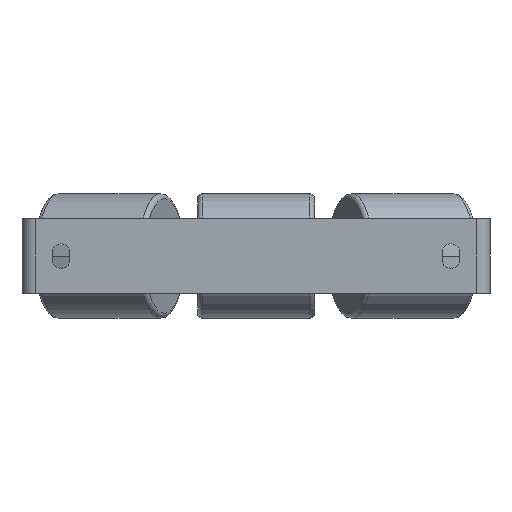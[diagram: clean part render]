
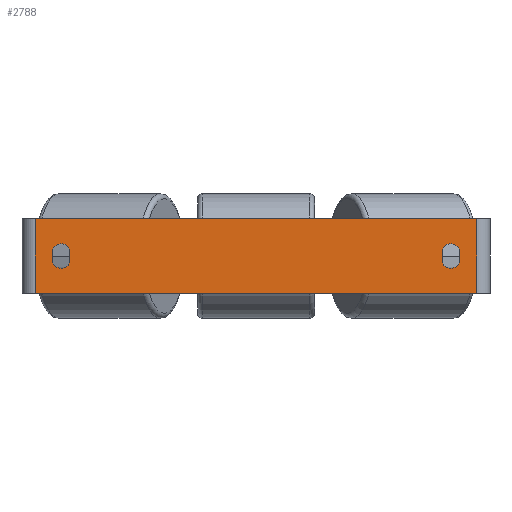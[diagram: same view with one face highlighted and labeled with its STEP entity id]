
A CAD part, front view. The second image highlights one B-rep face of the part: STEP entity #2788.
In plain terms, the highlighted planar face has unit normal (0, -1, 0).
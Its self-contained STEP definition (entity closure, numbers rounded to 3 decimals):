
#77 = VERTEX_POINT ( 'NONE', #8279 ) ;
#157 = CARTESIAN_POINT ( 'NONE',  ( 236., 0., 40. ) ) ;
#219 = ORIENTED_EDGE ( 'NONE', *, *, #2756, .T. ) ;
#225 = PLANE ( 'NONE',  #3647 ) ;
#312 = CARTESIAN_POINT ( 'NONE',  ( 208., 0., 3. ) ) ;
#317 = VERTEX_POINT ( 'NONE', #6948 ) ;
#338 = EDGE_CURVE ( 'NONE', #2635, #1661, #1007, .T. ) ;
#386 = CARTESIAN_POINT ( 'NONE',  ( -208., 0., 3. ) ) ;
#396 = VECTOR ( 'NONE', #8322, 1000. ) ;
#505 = DIRECTION ( 'NONE',  ( 0., 0., 1. ) ) ;
#562 = AXIS2_PLACEMENT_3D ( 'NONE', #4842, #5528, #2106 ) ;
#574 = VERTEX_POINT ( 'NONE', #4031 ) ;
#654 = CARTESIAN_POINT ( 'NONE',  ( -217., 0., -7.359 ) ) ;
#765 = ORIENTED_EDGE ( 'NONE', *, *, #5797, .F. ) ;
#788 = AXIS2_PLACEMENT_3D ( 'NONE', #312, #897, #5427 ) ;
#872 = DIRECTION ( 'NONE',  ( 0., 0., 1. ) ) ;
#897 = DIRECTION ( 'NONE',  ( 0., 1., 0. ) ) ;
#898 = CARTESIAN_POINT ( 'NONE',  ( 199., 0., -7.359 ) ) ;
#1007 = LINE ( 'NONE', #1782, #4566 ) ;
#1095 = VERTEX_POINT ( 'NONE', #4968 ) ;
#1260 = EDGE_CURVE ( 'NONE', #574, #7191, #6495, .T. ) ;
#1358 = EDGE_CURVE ( 'NONE', #7191, #1095, #4033, .T. ) ;
#1451 = CARTESIAN_POINT ( 'NONE',  ( -199., 0., -7.359 ) ) ;
#1530 = DIRECTION ( 'NONE',  ( 0., 0., -1. ) ) ;
#1573 = ORIENTED_EDGE ( 'NONE', *, *, #1260, .F. ) ;
#1661 = VERTEX_POINT ( 'NONE', #2431 ) ;
#1690 = EDGE_CURVE ( 'NONE', #7685, #317, #3319, .T. ) ;
#1696 = CARTESIAN_POINT ( 'NONE',  ( -236., 0., 40. ) ) ;
#1782 = CARTESIAN_POINT ( 'NONE',  ( -199., 0., -7.359 ) ) ;
#1801 = VERTEX_POINT ( 'NONE', #2679 ) ;
#1941 = CARTESIAN_POINT ( 'NONE',  ( 236., 0., 40. ) ) ;
#2043 = CIRCLE ( 'NONE', #562, 10. ) ;
#2048 = DIRECTION ( 'NONE',  ( 0., -1., 0. ) ) ;
#2106 = DIRECTION ( 'NONE',  ( 0., 0., -1. ) ) ;
#2167 = CARTESIAN_POINT ( 'NONE',  ( -208., 0., -3. ) ) ;
#2177 = DIRECTION ( 'NONE',  ( 0., 0., 1. ) ) ;
#2263 = CARTESIAN_POINT ( 'NONE',  ( 208., 0., -3. ) ) ;
#2363 = VERTEX_POINT ( 'NONE', #1941 ) ;
#2431 = CARTESIAN_POINT ( 'NONE',  ( -199., 0., 7.359 ) ) ;
#2501 = DIRECTION ( 'NONE',  ( 0., -1., 0. ) ) ;
#2523 = CARTESIAN_POINT ( 'NONE',  ( -250., 0., 40. ) ) ;
#2635 = VERTEX_POINT ( 'NONE', #1451 ) ;
#2671 = EDGE_CURVE ( 'NONE', #1801, #7497, #4698, .T. ) ;
#2679 = CARTESIAN_POINT ( 'NONE',  ( 217., 0., 7.359 ) ) ;
#2756 = EDGE_CURVE ( 'NONE', #5504, #1801, #5971, .T. ) ;
#2788 = ADVANCED_FACE ( 'NONE', ( #6709, #4828, #3460 ), #225, .F. ) ;
#2818 = CARTESIAN_POINT ( 'NONE',  ( -250., 0., 40. ) ) ;
#2916 = ORIENTED_EDGE ( 'NONE', *, *, #1690, .T. ) ;
#2982 = ORIENTED_EDGE ( 'NONE', *, *, #3341, .T. ) ;
#3070 = LINE ( 'NONE', #2523, #396 ) ;
#3112 = ORIENTED_EDGE ( 'NONE', *, *, #6321, .T. ) ;
#3147 = ORIENTED_EDGE ( 'NONE', *, *, #1358, .F. ) ;
#3284 = EDGE_CURVE ( 'NONE', #1661, #574, #7071, .T. ) ;
#3319 = LINE ( 'NONE', #3358, #3489 ) ;
#3341 = EDGE_CURVE ( 'NONE', #77, #7685, #7789, .T. ) ;
#3358 = CARTESIAN_POINT ( 'NONE',  ( -250., 0., -40. ) ) ;
#3380 = ORIENTED_EDGE ( 'NONE', *, *, #6985, .T. ) ;
#3384 = AXIS2_PLACEMENT_3D ( 'NONE', #386, #2501, #5543 ) ;
#3460 = FACE_BOUND ( 'NONE', #3618, .T. ) ;
#3489 = VECTOR ( 'NONE', #6054, 1000. ) ;
#3509 = ORIENTED_EDGE ( 'NONE', *, *, #4487, .F. ) ;
#3592 = DIRECTION ( 'NONE',  ( 0., 0., -1. ) ) ;
#3618 = EDGE_LOOP ( 'NONE', ( #219, #3666, #3112, #3380, #8211 ) ) ;
#3647 = AXIS2_PLACEMENT_3D ( 'NONE', #2818, #8020, #2177 ) ;
#3666 = ORIENTED_EDGE ( 'NONE', *, *, #2671, .T. ) ;
#3940 = VECTOR ( 'NONE', #4118, 1000. ) ;
#3951 = VERTEX_POINT ( 'NONE', #898 ) ;
#4031 = CARTESIAN_POINT ( 'NONE',  ( -217., 0., 7.359 ) ) ;
#4033 = CIRCLE ( 'NONE', #4720, 10. ) ;
#4118 = DIRECTION ( 'NONE',  ( 0., 0., -1. ) ) ;
#4174 = DIRECTION ( 'NONE',  ( 0., -1., 0. ) ) ;
#4196 = CIRCLE ( 'NONE', #4334, 10. ) ;
#4303 = DIRECTION ( 'NONE',  ( 0., 0., -1. ) ) ;
#4334 = AXIS2_PLACEMENT_3D ( 'NONE', #2167, #4174, #1530 ) ;
#4487 = EDGE_CURVE ( 'NONE', #1095, #2635, #4196, .T. ) ;
#4539 = DIRECTION ( 'NONE',  ( 0., 0., -1. ) ) ;
#4566 = VECTOR ( 'NONE', #505, 1000. ) ;
#4594 = VECTOR ( 'NONE', #4789, 1000. ) ;
#4607 = VECTOR ( 'NONE', #4303, 1000. ) ;
#4698 = LINE ( 'NONE', #6068, #4594 ) ;
#4720 = AXIS2_PLACEMENT_3D ( 'NONE', #5984, #2048, #7215 ) ;
#4764 = CARTESIAN_POINT ( 'NONE',  ( 199., 0., -7.359 ) ) ;
#4789 = DIRECTION ( 'NONE',  ( 0., 0., -1. ) ) ;
#4828 = FACE_BOUND ( 'NONE', #4875, .T. ) ;
#4842 = CARTESIAN_POINT ( 'NONE',  ( 208., 0., -3. ) ) ;
#4875 = EDGE_LOOP ( 'NONE', ( #1573, #5726, #7840, #3509, #3147 ) ) ;
#4968 = CARTESIAN_POINT ( 'NONE',  ( -208., 0., -13. ) ) ;
#5210 = CARTESIAN_POINT ( 'NONE',  ( 199., 0., 7.359 ) ) ;
#5316 = EDGE_CURVE ( 'NONE', #77, #2363, #3070, .T. ) ;
#5424 = CARTESIAN_POINT ( 'NONE',  ( -236., 0., -40. ) ) ;
#5427 = DIRECTION ( 'NONE',  ( 0., 0., 1. ) ) ;
#5504 = VERTEX_POINT ( 'NONE', #5210 ) ;
#5528 = DIRECTION ( 'NONE',  ( 0., 1., 0. ) ) ;
#5543 = DIRECTION ( 'NONE',  ( 0., 0., 1. ) ) ;
#5597 = VECTOR ( 'NONE', #872, 1000. ) ;
#5726 = ORIENTED_EDGE ( 'NONE', *, *, #3284, .F. ) ;
#5797 = EDGE_CURVE ( 'NONE', #2363, #317, #7313, .T. ) ;
#5971 = CIRCLE ( 'NONE', #788, 10. ) ;
#5984 = CARTESIAN_POINT ( 'NONE',  ( -208., 0., -3. ) ) ;
#6054 = DIRECTION ( 'NONE',  ( 1., 0., 0. ) ) ;
#6068 = CARTESIAN_POINT ( 'NONE',  ( 217., 0., -7.359 ) ) ;
#6321 = EDGE_CURVE ( 'NONE', #7497, #6326, #7894, .T. ) ;
#6326 = VERTEX_POINT ( 'NONE', #7555 ) ;
#6495 = LINE ( 'NONE', #654, #7295 ) ;
#6503 = CARTESIAN_POINT ( 'NONE',  ( -217., 0., -7.359 ) ) ;
#6709 = FACE_OUTER_BOUND ( 'NONE', #8313, .T. ) ;
#6815 = ORIENTED_EDGE ( 'NONE', *, *, #5316, .F. ) ;
#6842 = DIRECTION ( 'NONE',  ( 0., 1., 0. ) ) ;
#6916 = EDGE_CURVE ( 'NONE', #3951, #5504, #7440, .T. ) ;
#6948 = CARTESIAN_POINT ( 'NONE',  ( 236., 0., -40. ) ) ;
#6985 = EDGE_CURVE ( 'NONE', #6326, #3951, #2043, .T. ) ;
#7071 = CIRCLE ( 'NONE', #3384, 10. ) ;
#7191 = VERTEX_POINT ( 'NONE', #6503 ) ;
#7215 = DIRECTION ( 'NONE',  ( 0., 0., -1. ) ) ;
#7295 = VECTOR ( 'NONE', #4539, 1000. ) ;
#7313 = LINE ( 'NONE', #157, #3940 ) ;
#7440 = LINE ( 'NONE', #4764, #5597 ) ;
#7497 = VERTEX_POINT ( 'NONE', #7559 ) ;
#7555 = CARTESIAN_POINT ( 'NONE',  ( 208., 0., -13. ) ) ;
#7559 = CARTESIAN_POINT ( 'NONE',  ( 217., 0., -7.359 ) ) ;
#7685 = VERTEX_POINT ( 'NONE', #5424 ) ;
#7789 = LINE ( 'NONE', #1696, #4607 ) ;
#7840 = ORIENTED_EDGE ( 'NONE', *, *, #338, .F. ) ;
#7894 = CIRCLE ( 'NONE', #8307, 10. ) ;
#8020 = DIRECTION ( 'NONE',  ( 0., 1., 0. ) ) ;
#8211 = ORIENTED_EDGE ( 'NONE', *, *, #6916, .T. ) ;
#8279 = CARTESIAN_POINT ( 'NONE',  ( -236., 0., 40. ) ) ;
#8307 = AXIS2_PLACEMENT_3D ( 'NONE', #2263, #6842, #3592 ) ;
#8313 = EDGE_LOOP ( 'NONE', ( #2916, #765, #6815, #2982 ) ) ;
#8322 = DIRECTION ( 'NONE',  ( 1., 0., 0. ) ) ;
